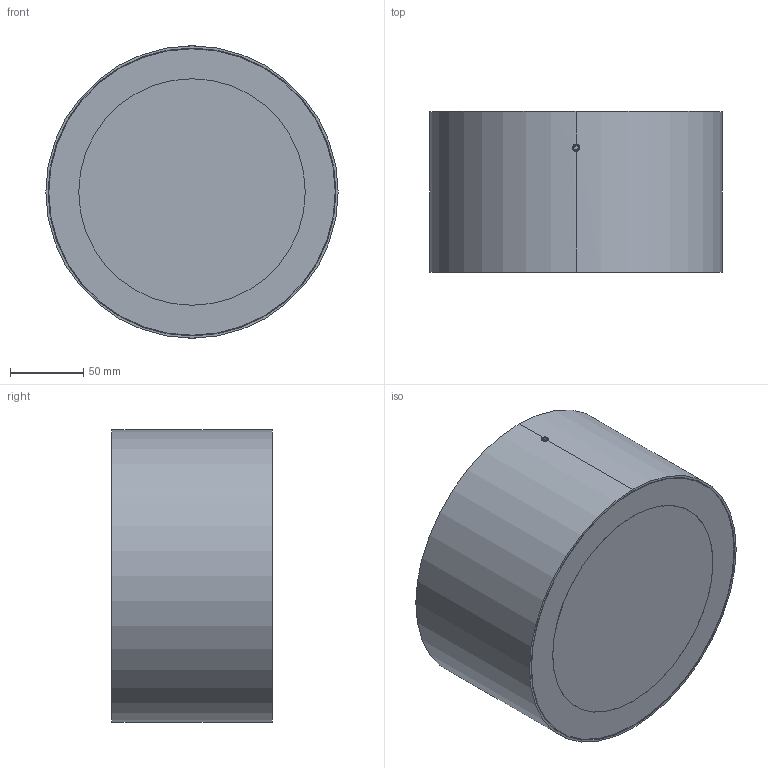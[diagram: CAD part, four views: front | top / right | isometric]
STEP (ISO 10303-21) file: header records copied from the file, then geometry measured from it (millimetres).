
FILE_DESCRIPTION (( 'STEP AP203' ), '1' );
FILE_NAME ('Sol.STEP', '2026-01-15T08:43:11', ( '' ), ( '' ), 'SwSTEP 2.0', 'SolidWorks 2024', '' );
FILE_SCHEMA (( 'CONFIG_CONTROL_DESIGN' ));
Length unit declared in the file: millimetre
Products named in the file (12): M244A_Stopa kpl_rs_M244C_rs; W 7_STOPA_M 8890HIT_rs_M244B_rs; M244A_Rura korpusu spawanie_rs_M244C_rs; M244A_Rura korpusu klejenie_rs_M244C_rs; M244A_Rura_rs_M244C_rs; Sol; WKR STOZ IMB M4x_rs_x08; Wkr docisk b łba M5x_rs_M5 x 12; M244A_Rura korpusu kpl_rs_M244C_rs; M94_ASKER_USZCZELKA W1 PRZEWODU_rs_w12; M244A_Płaskownik mocujący_rs; M244A_Szybka_rs_M244A_PC Clear rs
Assembly tree (14 placements, depth 5):
  Sol
    M244A_Rura korpusu kpl_rs_M244C_rs
      M244A_Rura korpusu klejenie_rs_M244C_rs
        M244A_Rura korpusu spawanie_rs_M244C_rs
          M244A_Rura_rs_M244C_rs
        M244A_Szybka_rs_M244A_PC Clear rs
      Wkr docisk b łba M5x_rs_M5 x 12  x2
    M244A_Stopa kpl_rs_M244C_rs
      W 7_STOPA_M 8890HIT_rs_M244B_rs
      M244A_Płaskownik mocujący_rs
      WKR STOZ IMB M4x_rs_x08  x2
      M94_ASKER_USZCZELKA W1 PRZEWODU_rs_w12  x2
Bounding box: 200 x 110 x 200 mm (x, y, z)
Volume: 694660.3 mm3; surface area: 320264.6 mm2
Topology: 10 solids, 10 shells, 861 faces, 2115 edges, 1339 vertices
Faces by surface type: plane 360, bspline 203, torus 127, cylinder 97, cone 74
Entity records: 22377 total; most frequent: CARTESIAN_POINT 8901, ORIENTED_EDGE 2602, DIRECTION 2361, EDGE_CURVE 1301, AXIS2_PLACEMENT_3D 865, VERTEX_POINT 822, LINE 631, VECTOR 631
